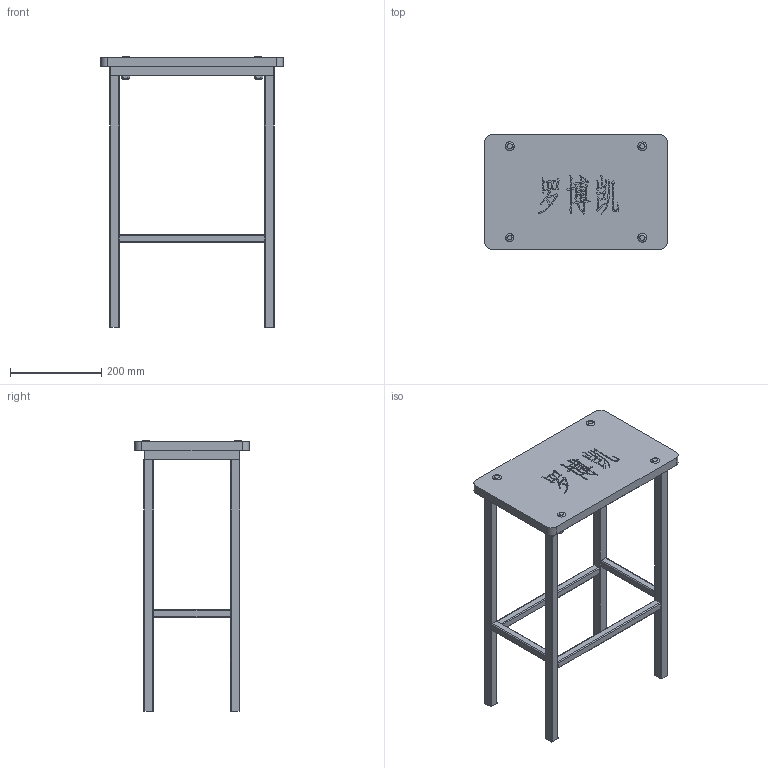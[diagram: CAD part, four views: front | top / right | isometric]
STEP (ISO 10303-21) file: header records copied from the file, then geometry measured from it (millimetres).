
FILE_DESCRIPTION (( 'STEP AP214' ), '1' );
FILE_NAME ('蹕痔翮_眛赽.STEP', '2025-01-18T10:58:03', ( '' ), ( '' ), 'SwSTEP 2.0', 'SolidWorks 2024', '' );
FILE_SCHEMA (( 'AUTOMOTIVE_DESIGN' ));
Length unit declared in the file: millimetre
Products named in the file (1): 罗博凯_椅子
Bounding box: 400 x 250 x 592 mm (x, y, z)
Volume: 3677135.3 mm3; surface area: 512348.9 mm2
Topology: 1 solids, 1 shells, 483 faces, 1379 edges, 914 vertices
Faces by surface type: plane 326, bspline 97, cylinder 52, torus 8
Entity records: 18719 total; most frequent: CARTESIAN_POINT 6634, ORIENTED_EDGE 2758, DIRECTION 2088, EDGE_CURVE 1379, VECTOR 1032, LINE 1032, VERTEX_POINT 914, AXIS2_PLACEMENT_3D 528
